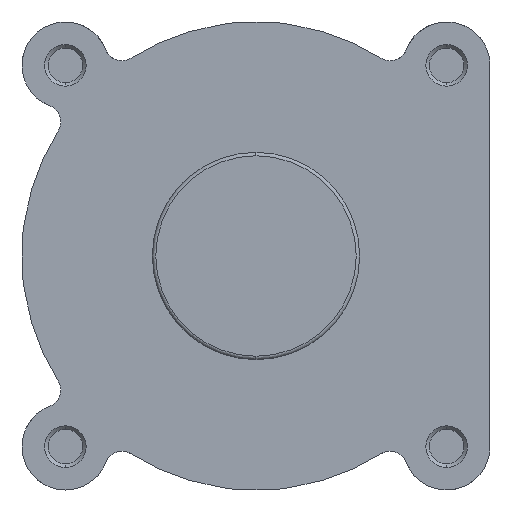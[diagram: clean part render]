
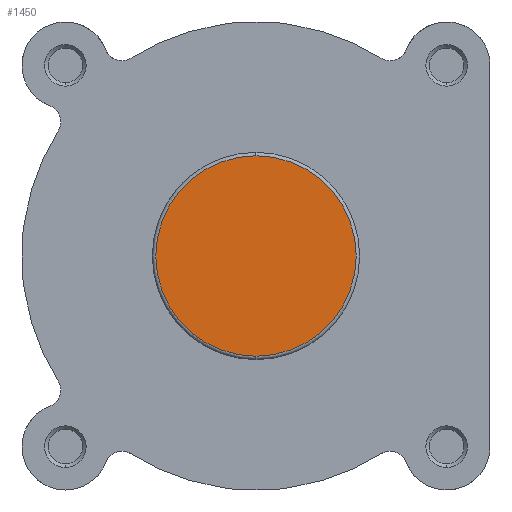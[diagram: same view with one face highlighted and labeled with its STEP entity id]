
A CAD part, left-side view. The second image highlights one B-rep face of the part: STEP entity #1450.
In plain terms, the highlighted planar face has unit normal (-1, 0, 0).
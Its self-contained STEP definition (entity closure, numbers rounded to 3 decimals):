
#393 = EDGE_LOOP ( 'NONE', ( #1126, #1125 ) ) ;
#1125 = ORIENTED_EDGE ( 'NONE', *, *, #4825, .T. ) ;
#1126 = ORIENTED_EDGE ( 'NONE', *, *, #6867, .T. ) ;
#1450 = ADVANCED_FACE ( 'NONE', ( #5838 ), #4350, .F. ) ;
#1764 = CARTESIAN_POINT ( 'NONE',  ( 0., 0., 0. ) ) ;
#1766 = DIRECTION ( 'NONE',  ( -1., 0., 0. ) ) ;
#1767 = DIRECTION ( 'NONE',  ( 0., 0., -1. ) ) ;
#2015 = CARTESIAN_POINT ( 'NONE',  ( 0., 0., 0. ) ) ;
#2022 = DIRECTION ( 'NONE',  ( -1., 0., 0. ) ) ;
#2023 = DIRECTION ( 'NONE',  ( 0., 0., -1. ) ) ;
#3505 = VERTEX_POINT ( 'NONE', #4756 ) ;
#3521 = VERTEX_POINT ( 'NONE', #4772 ) ;
#4350 = PLANE ( 'NONE',  #5401 ) ;
#4353 = CARTESIAN_POINT ( 'NONE',  ( 0., 29.9, 0. ) ) ;
#4359 = DIRECTION ( 'NONE',  ( 1., 0., 0. ) ) ;
#4360 = DIRECTION ( 'NONE',  ( 0., 0., -1. ) ) ;
#4756 = CARTESIAN_POINT ( 'NONE',  ( 0., 0., -28.9 ) ) ;
#4772 = CARTESIAN_POINT ( 'NONE',  ( 0., 0., 28.9 ) ) ;
#4825 = EDGE_CURVE ( 'NONE', #3521, #3505, #5993, .T. ) ;
#5401 = AXIS2_PLACEMENT_3D ( 'NONE', #4353, #4359, #4360 ) ;
#5455 = AXIS2_PLACEMENT_3D ( 'NONE', #1764, #1766, #1767 ) ;
#5527 = AXIS2_PLACEMENT_3D ( 'NONE', #2015, #2022, #2023 ) ;
#5838 = FACE_OUTER_BOUND ( 'NONE', #393, .T. ) ;
#5993 = CIRCLE ( 'NONE', #5455, 28.9 ) ;
#6136 = CIRCLE ( 'NONE', #5527, 28.9 ) ;
#6867 = EDGE_CURVE ( 'NONE', #3505, #3521, #6136, .T. ) ;
